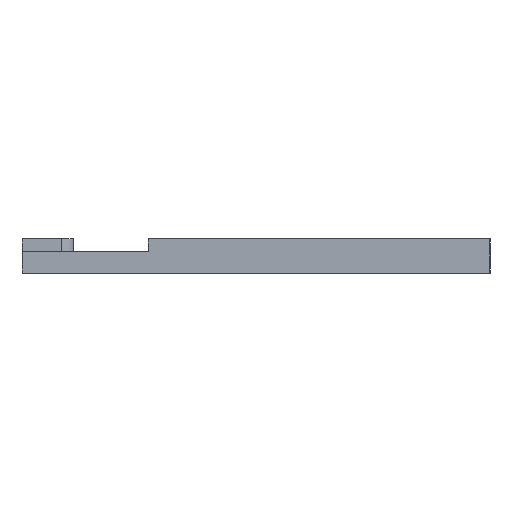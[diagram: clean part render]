
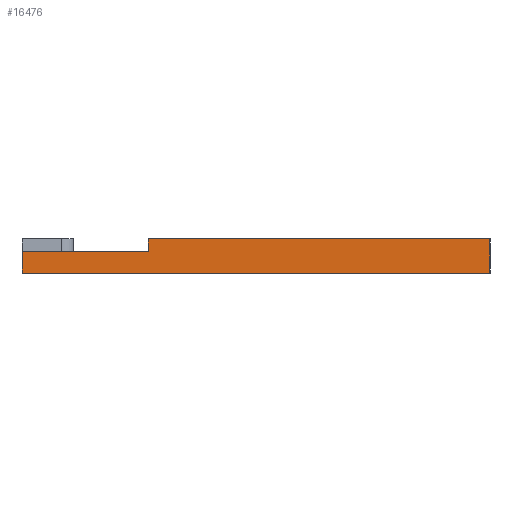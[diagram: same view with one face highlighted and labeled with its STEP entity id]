
A CAD part, left-side view. The second image highlights one B-rep face of the part: STEP entity #16476.
In plain terms, the highlighted planar face has unit normal (-1, 0, 0).
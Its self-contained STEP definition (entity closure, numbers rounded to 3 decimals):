
#1134=FACE_OUTER_BOUND('',#1977,.T.);
#1977=EDGE_LOOP('',(#14859,#14860,#14861,#14862,#14863,#14864));
#2064=LINE('',#21273,#4230);
#3991=LINE('',#26090,#6157);
#4063=LINE('',#26270,#6229);
#4138=LINE('',#26438,#6304);
#4143=LINE('',#26447,#6309);
#4144=LINE('',#26448,#6310);
#4230=VECTOR('',#17434,10.);
#6157=VECTOR('',#20683,10.);
#6229=VECTOR('',#20831,10.);
#6304=VECTOR('',#21054,10.);
#6309=VECTOR('',#21063,10.);
#6310=VECTOR('',#21064,10.);
#6394=VERTEX_POINT('',#21270);
#6395=VERTEX_POINT('',#21272);
#7783=VERTEX_POINT('',#26083);
#7786=VERTEX_POINT('',#26088);
#7875=VERTEX_POINT('',#26437);
#7877=VERTEX_POINT('',#26446);
#7968=EDGE_CURVE('',#6394,#6395,#2064,.T.);
#10049=EDGE_CURVE('',#7786,#7783,#3991,.T.);
#10137=EDGE_CURVE('',#7783,#6394,#4063,.T.);
#10219=EDGE_CURVE('',#7875,#6395,#4138,.T.);
#10224=EDGE_CURVE('',#7875,#7877,#4143,.T.);
#10225=EDGE_CURVE('',#7877,#7786,#4144,.T.);
#14859=ORIENTED_EDGE('',*,*,#10224,.F.);
#14860=ORIENTED_EDGE('',*,*,#10219,.T.);
#14861=ORIENTED_EDGE('',*,*,#7968,.F.);
#14862=ORIENTED_EDGE('',*,*,#10137,.F.);
#14863=ORIENTED_EDGE('',*,*,#10049,.F.);
#14864=ORIENTED_EDGE('',*,*,#10225,.F.);
#15660=PLANE('',#17292);
#16476=ADVANCED_FACE('',(#1134),#15660,.T.);
#17292=AXIS2_PLACEMENT_3D('',#26445,#21061,#21062);
#17434=DIRECTION('',(0.,-1.,0.));
#20683=DIRECTION('',(0.,1.,0.));
#20831=DIRECTION('',(0.,0.,1.));
#21054=DIRECTION('',(0.,0.,-1.));
#21061=DIRECTION('center_axis',(-1.,0.,0.));
#21062=DIRECTION('ref_axis',(0.,1.,0.));
#21063=DIRECTION('',(0.,-1.,0.));
#21064=DIRECTION('',(0.,0.,-1.));
#21270=CARTESIAN_POINT('',(17.102,-19.607,-2.));
#21272=CARTESIAN_POINT('',(17.102,-39.89,-2.));
#21273=CARTESIAN_POINT('',(17.102,-19.607,-2.));
#26083=CARTESIAN_POINT('',(17.102,-19.607,-5.5));
#26088=CARTESIAN_POINT('',(17.102,-94.817,-5.5));
#26090=CARTESIAN_POINT('',(17.102,-19.607,-5.5));
#26270=CARTESIAN_POINT('',(17.102,-19.607,-4.));
#26437=CARTESIAN_POINT('',(17.102,-39.89,0.));
#26438=CARTESIAN_POINT('',(17.102,-39.89,0.));
#26445=CARTESIAN_POINT('Origin',(17.102,-94.817,0.));
#26446=CARTESIAN_POINT('',(17.102,-94.817,0.));
#26447=CARTESIAN_POINT('',(17.102,-19.607,0.));
#26448=CARTESIAN_POINT('',(17.102,-94.817,0.));
